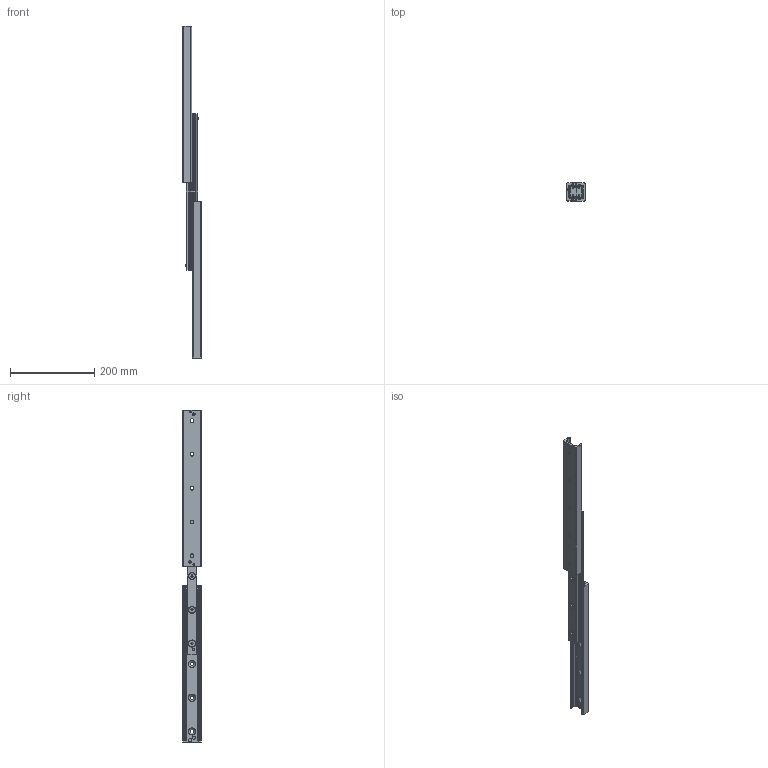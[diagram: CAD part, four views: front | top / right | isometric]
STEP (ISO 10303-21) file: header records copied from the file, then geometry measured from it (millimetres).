
FILE_DESCRIPTION((''),'2;1');
FILE_NAME('LCAD 43-0370.stp','2011-03-01T10:37:41',('MKoza'),(''),'Autodesk Inventor 2009','Autodesk Inventor 2009','');
FILE_SCHEMA(('AUTOMOTIVE_DESIGN { 1 0 10303 214 1 1 1 1 }'));
Length unit declared in the file: millimetre
Products named in the file (9): LCAD 43; LCM 43; KF.LCA 43; LLMD 43; LLMG 43; VKB.L 43 6x13,5; VKB.L 43 M6x4; AS.L 43; DIN 7991 - ersetzt durch DIN EN ISO 10642 M8  x  25
Assembly tree (21 placements, depth 2):
  LCAD 43
    LCM 43  x2
    KF.LCA 43  x2
    LLMD 43
    LLMG 43
    VKB.L 43 6x13,5  x4
    VKB.L 43 M6x4  x2
    AS.L 43  x4
    DIN 7991 - ersetzt durch DIN EN ISO 10642 M8  x  25  x5
Bounding box: 44 x 43 x 786 mm (x, y, z)
Volume: 486120.1 mm3; surface area: 223753.6 mm2
Topology: 21 solids, 21 shells, 394 faces, 985 edges, 635 vertices
Faces by surface type: plane 214, cylinder 102, bspline 52, cone 26
Full cylindrical faces by diameter (mm): 6 x10, 7 x4, 8 x5, 15.24 x5
Entity records: 6913 total; most frequent: CARTESIAN_POINT 1881, DIRECTION 1010, ORIENTED_EDGE 906, EDGE_CURVE 453, AXIS2_PLACEMENT_3D 378, VERTEX_POINT 327, EDGE_LOOP 306, VECTOR 254
